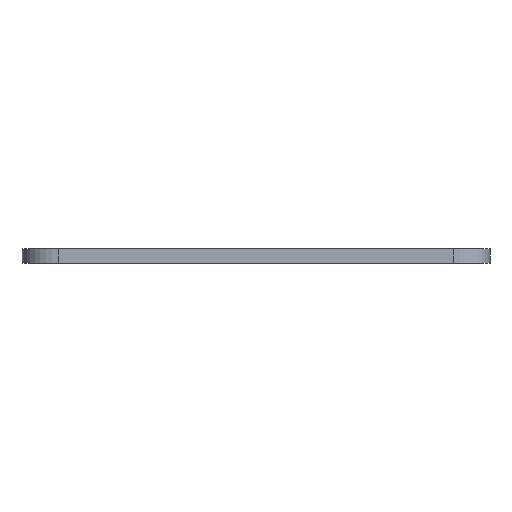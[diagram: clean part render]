
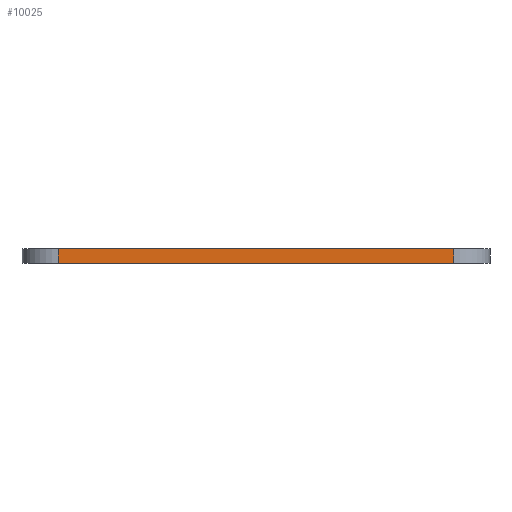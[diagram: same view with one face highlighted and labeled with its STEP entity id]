
A CAD part, left-side view. The second image highlights one B-rep face of the part: STEP entity #10025.
In plain terms, the highlighted planar face has unit normal (-1, 0, 0).
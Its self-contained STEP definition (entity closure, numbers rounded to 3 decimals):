
#875=PLANE('',#11341);
#1313=FACE_OUTER_BOUND('',#2179,.T.);
#2179=EDGE_LOOP('',(#8717,#8718,#8719,#8720));
#2615=LINE('',#14415,#3059);
#2621=LINE('',#15290,#3065);
#2623=LINE('',#15295,#3067);
#3052=LINE('',#17010,#3496);
#3059=VECTOR('',#11363,10.);
#3065=VECTOR('',#12239,10.);
#3067=VECTOR('',#12245,10.);
#3496=VECTOR('',#14390,10.);
#4368=VERTEX_POINT('',#14412);
#4369=VERTEX_POINT('',#14414);
#4803=VERTEX_POINT('',#15288);
#4804=VERTEX_POINT('',#15294);
#5242=EDGE_CURVE('',#4368,#4369,#2615,.T.);
#5680=EDGE_CURVE('',#4803,#4368,#2621,.T.);
#5682=EDGE_CURVE('',#4369,#4804,#2623,.T.);
#6540=EDGE_CURVE('',#4804,#4803,#3052,.T.);
#8717=ORIENTED_EDGE('',*,*,#5680,.F.);
#8718=ORIENTED_EDGE('',*,*,#6540,.F.);
#8719=ORIENTED_EDGE('',*,*,#5682,.F.);
#8720=ORIENTED_EDGE('',*,*,#5242,.F.);
#10025=ADVANCED_FACE('',(#1313),#875,.T.);
#11341=AXIS2_PLACEMENT_3D('',#17009,#14388,#14389);
#11363=DIRECTION('',(0.,-1.,0.));
#12239=DIRECTION('',(0.,0.,1.));
#12245=DIRECTION('',(0.,0.,-1.));
#14388=DIRECTION('center_axis',(-1.,0.,0.));
#14389=DIRECTION('ref_axis',(0.,-1.,0.));
#14390=DIRECTION('',(0.,1.,0.));
#14412=CARTESIAN_POINT('',(-7.67,-2.31,1.6));
#14414=CARTESIAN_POINT('',(-7.67,-46.31,1.6));
#14415=CARTESIAN_POINT('',(-7.67,-50.31,1.6));
#15288=CARTESIAN_POINT('',(-7.67,-2.31,0.));
#15290=CARTESIAN_POINT('',(-7.67,-2.31,0.));
#15294=CARTESIAN_POINT('',(-7.67,-46.31,0.));
#15295=CARTESIAN_POINT('',(-7.67,-46.31,0.));
#17009=CARTESIAN_POINT('Origin',(-7.67,1.69,0.));
#17010=CARTESIAN_POINT('',(-7.67,-50.31,0.));
